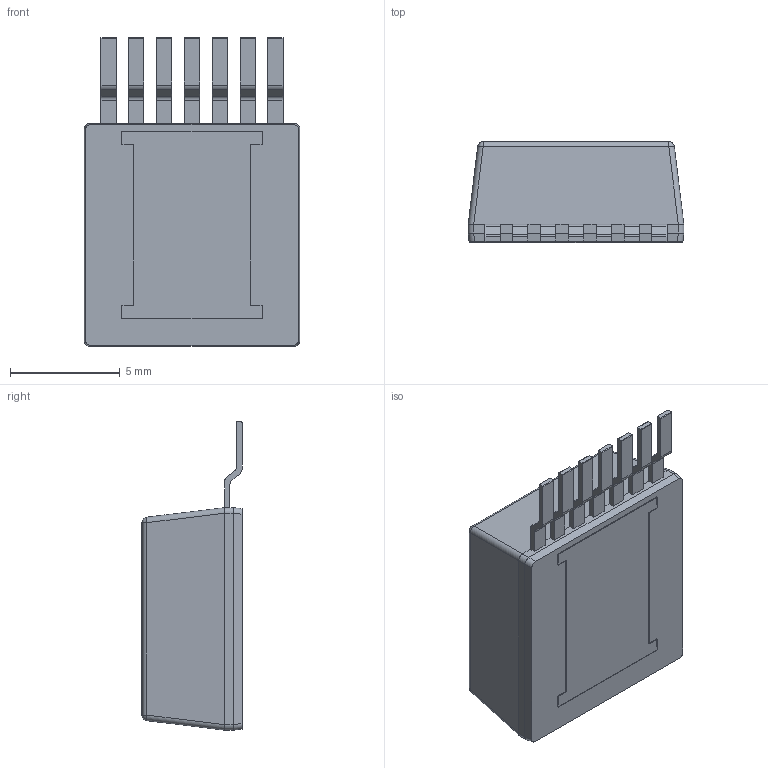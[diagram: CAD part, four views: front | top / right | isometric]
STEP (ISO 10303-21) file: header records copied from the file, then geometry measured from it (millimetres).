
FILE_DESCRIPTION (( 'STEP AP214' ), '1' );
FILE_NAME ('TI LMZ1420XH.STEP', '2015-03-18T21:28:15', ( '' ), ( '' ), 'SwSTEP 2.0', 'SolidWorks 2014', '' );
FILE_SCHEMA (( 'AUTOMOTIVE_DESIGN' ));
Length unit declared in the file: inch
Products named in the file (1): TI LMZ1420XH
Bounding box: 9.85 x 4.62 x 14.08 mm (x, y, z)
Volume: 428.8 mm3; surface area: 408.1 mm2
Topology: 1 solids, 1 shells, 158 faces, 437 edges, 280 vertices
Faces by surface type: plane 92, cylinder 62, sphere 4
Entity records: 6625 total; most frequent: CARTESIAN_POINT 956, ORIENTED_EDGE 866, DIRECTION 827, EDGE_CURVE 433, LINE 301, VECTOR 301, VERTEX_POINT 280, AXIS2_PLACEMENT_3D 263
